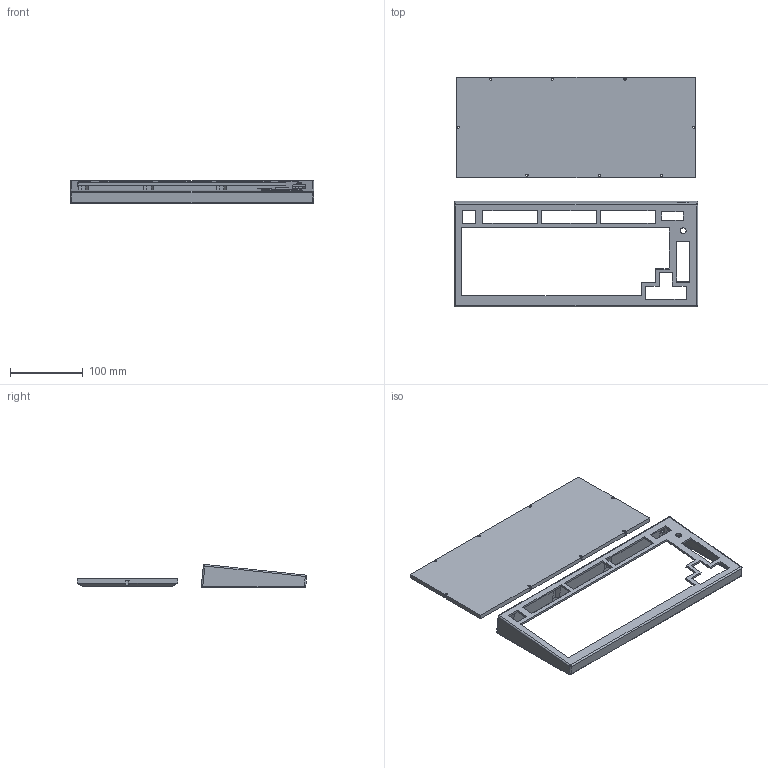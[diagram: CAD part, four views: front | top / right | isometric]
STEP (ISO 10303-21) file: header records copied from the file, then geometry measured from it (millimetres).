
FILE_DESCRIPTION(/* description */ ('STEP AP242','CAx-IF Rec.Pracs.---Representation and Presentation of Product Manufacturing Information (PMI)---4.0---2014-10-13','CAx-IF Rec.Pracs.---3D Tessellated Geometry---0.4---2014-09-14','2;1'),/* implementation_level */ '2;1');
FILE_NAME(/* name */ '6845c400a2a3170e3ac70dff',/* time_stamp */ '2025-06-08T17:10:25Z',/* author */ (''),/* organization */ (''),/* preprocessor_version */ 'ST-DEVELOPER v20',/* originating_system */ 'ONSHAPE BY PTC INC, 1.199',/* authorisation */ ' ');
FILE_SCHEMA (('AP242_MANAGED_MODEL_BASED_3D_ENGINEERING_MIM_LF { 1 0 10303 442 1 1 4 }'));
Length unit declared in the file: metre
Products named in the file (2): Part 2; Part 1
Bounding box: 335 x 315.91 x 31.62 mm (x, y, z)
Volume: 601543.6 mm3; surface area: 175830.1 mm2
Topology: 2 solids, 2 shells, 209 faces, 538 edges, 346 vertices
Faces by surface type: plane 133, cylinder 56, bspline 12, torus 4, sphere 4
Full cylindrical faces by diameter (mm): 3.2 x24, 8 x1
Entity records: 6805 total; most frequent: CARTESIAN_POINT 1778, DIRECTION 987, ORIENTED_EDGE 986, EDGE_CURVE 493, LINE 361, VECTOR 361, VERTEX_POINT 338, AXIS2_PLACEMENT_3D 313
